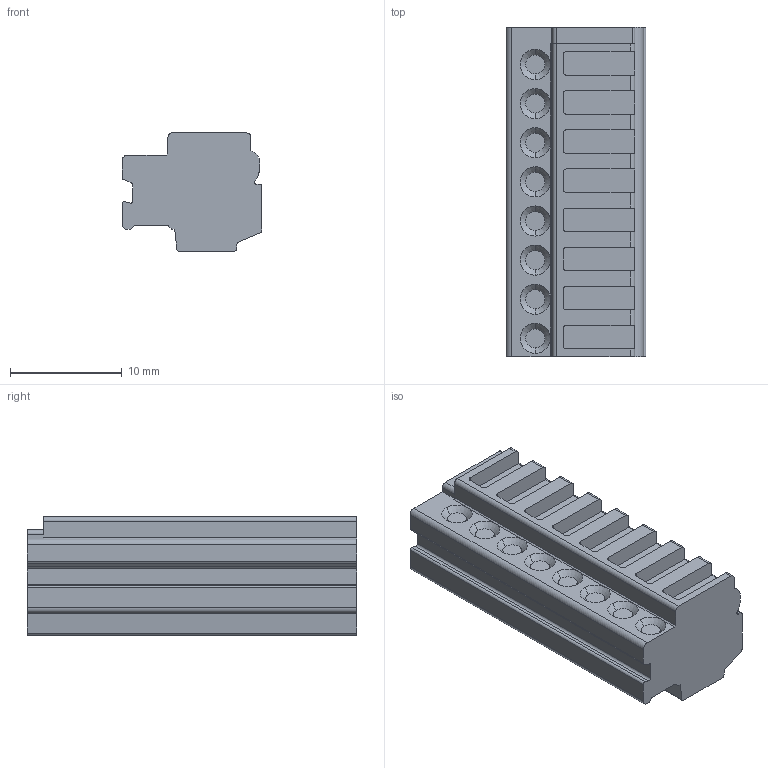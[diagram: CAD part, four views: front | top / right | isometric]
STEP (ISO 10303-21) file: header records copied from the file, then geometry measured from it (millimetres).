
FILE_DESCRIPTION((''),'2;1');
FILE_NAME('RRGG','2024-10-15T11:04:51',('tluser'),(''),'CREO PARAMETRIC BY PTC INC, 2018100','CREO PARAMETRIC BY PTC INC, 2018100','');
FILE_SCHEMA(('CONFIG_CONTROL_DESIGN'));
Length unit declared in the file: millimetre
Products named in the file (1): RRGG
Bounding box: 12.5 x 29.5 x 10.6 mm (x, y, z)
Volume: 2885.6 mm3; surface area: 1802.9 mm2
Topology: 1 solids, 1 shells, 281 faces, 749 edges, 494 vertices
Faces by surface type: plane 156, cylinder 93, cone 32
Entity records: 8951 total; most frequent: CARTESIAN_POINT 1684, DIRECTION 1545, ORIENTED_EDGE 1498, EDGE_CURVE 749, AXIS2_PLACEMENT_3D 531, VERTEX_POINT 494, VECTOR 483, LINE 483
